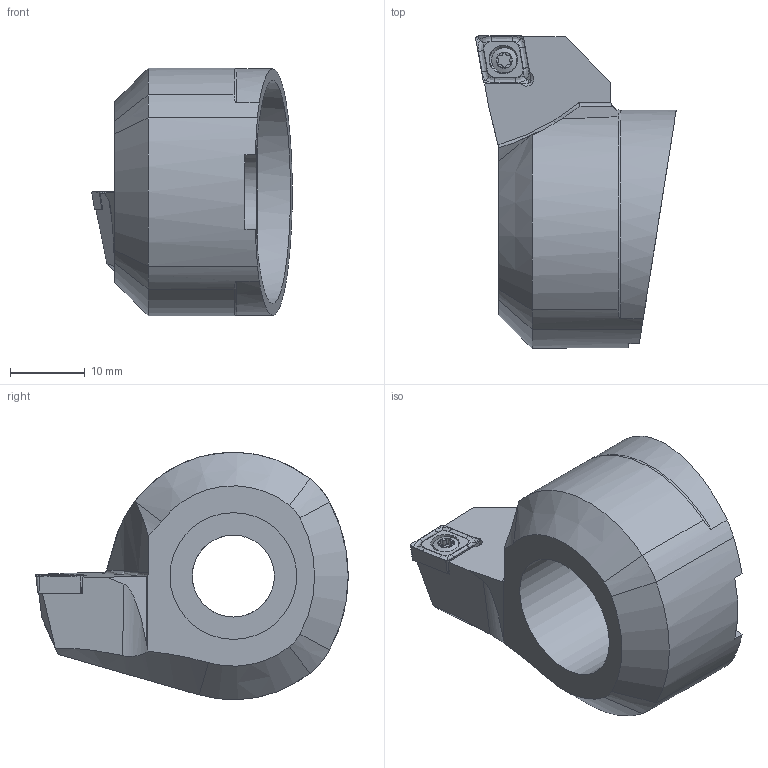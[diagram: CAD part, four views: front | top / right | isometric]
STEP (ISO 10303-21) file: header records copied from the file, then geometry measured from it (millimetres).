
FILE_DESCRIPTION (( 'STEP AP214' ), '1' );
FILE_NAME ('F55.WCA.001.022.STEP', '2020-07-01T08:16:04', ( '' ), ( '' ), 'SwSTEP 2.0', 'SolidWorks 2017', '' );
FILE_SCHEMA (( 'AUTOMOTIVE_DESIGN' ));
Length unit declared in the file: millimetre
Products named in the file (4): F55.WCA.001.022; CCMT060204; WCA-ER2.001.006_A; F55-WCA.001.022_D_fertigbearbeitet
Assembly tree (3 placements, depth 2):
  F55.WCA.001.022
    F55-WCA.001.022_D_fertigbearbeitet
    CCMT060204
    WCA-ER2.001.006_A
Bounding box: 26.89 x 41.9 x 33.19 mm (x, y, z)
Volume: 13386.9 mm3; surface area: 5350 mm2
Topology: 3 solids, 3 shells, 116 faces, 297 edges, 186 vertices
Faces by surface type: plane 41, cylinder 31, cone 25, bspline 12, torus 6, sphere 1
Full cylindrical faces by diameter (mm): 2 x1, 2.05 x1, 2.5 x1, 2.8 x1, 3.4 x1, 3.85 x1, 11 x1, 17 x1
Entity records: 3875 total; most frequent: CARTESIAN_POINT 1180, ORIENTED_EDGE 544, DIRECTION 483, EDGE_CURVE 272, AXIS2_PLACEMENT_3D 185, VERTEX_POINT 180, EDGE_LOOP 138, FACE_OUTER_BOUND 128
